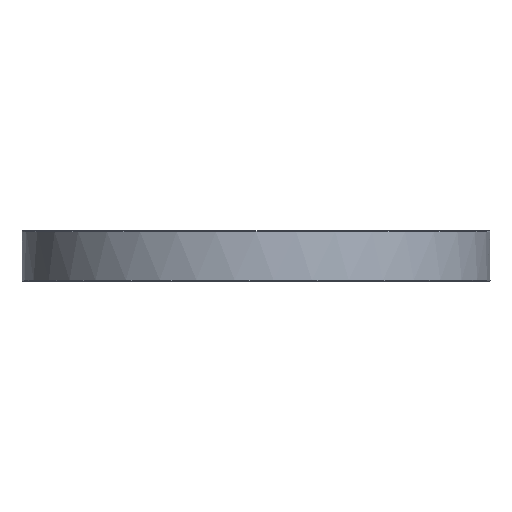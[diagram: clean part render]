
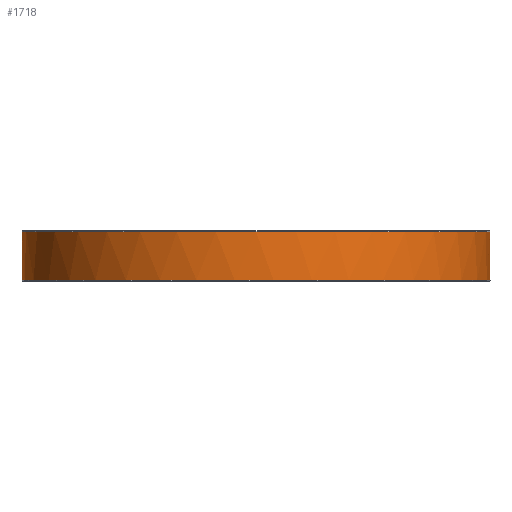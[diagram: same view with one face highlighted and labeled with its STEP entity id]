
A CAD part, front view. The second image highlights one B-rep face of the part: STEP entity #1718.
In plain terms, the highlighted cylindrical face has radius 101.5 mm (diameter 203 mm), a full revolution.
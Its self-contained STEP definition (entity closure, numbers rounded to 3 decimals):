
#511=CARTESIAN_POINT('',(101.486,-1.658,21.5));
#512=VERTEX_POINT('',#511);
#528=CARTESIAN_POINT('',(101.486,1.658,21.5));
#529=VERTEX_POINT('',#528);
#530=CARTESIAN_POINT('',(101.486,1.658,21.5));
#531=CARTESIAN_POINT('',(101.491,1.397,21.327));
#532=CARTESIAN_POINT('',(101.494,1.103,21.192));
#533=CARTESIAN_POINT('',(101.497,0.799,21.108));
#534=CARTESIAN_POINT('',(101.498,0.592,21.051));
#535=CARTESIAN_POINT('',(101.499,0.38,21.017));
#536=CARTESIAN_POINT('',(101.5,0.173,21.005));
#537=CARTESIAN_POINT('',(101.5,-0.003,20.995));
#538=CARTESIAN_POINT('',(101.5,-0.175,21.));
#539=CARTESIAN_POINT('',(101.499,-0.353,21.021));
#540=CARTESIAN_POINT('',(101.498,-0.747,21.068));
#541=CARTESIAN_POINT('',(101.494,-1.148,21.199));
#542=CARTESIAN_POINT('',(101.489,-1.499,21.401));
#543=CARTESIAN_POINT('',(101.488,-1.553,21.433));
#544=CARTESIAN_POINT('',(101.487,-1.606,21.466));
#545=CARTESIAN_POINT('',(101.486,-1.658,21.5));
#546=B_SPLINE_CURVE_WITH_KNOTS('',3,(#530,#531,#532,#533,#534,#535,#536,#537,#538,#539,#540,#541,#542,#543,#544,#545),.UNSPECIFIED.,.F.,.U.,(4,3,3,3,3,4),(1.188,1.278,1.339,1.391,1.506,1.524),.UNSPECIFIED.);
#547=EDGE_CURVE('',#529,#512,#546,.T.);
#806=CARTESIAN_POINT('',(-101.486,1.658,21.5));
#807=VERTEX_POINT('',#806);
#808=CARTESIAN_POINT('',(0.0,0.0,21.5));
#809=DIRECTION('',(0.0,0.0,1.0));
#810=DIRECTION('',(-1.0,0.0,0.0));
#811=AXIS2_PLACEMENT_3D('',#808,#809,#810);
#812=CIRCLE('',#811,101.5);
#813=EDGE_CURVE('',#529,#807,#812,.T.);
#841=CARTESIAN_POINT('',(-101.486,-1.658,21.5));
#842=VERTEX_POINT('',#841);
#843=CARTESIAN_POINT('',(-101.486,-1.658,21.5));
#844=CARTESIAN_POINT('',(-101.492,-1.323,21.278));
#845=CARTESIAN_POINT('',(-101.496,-0.932,21.12));
#846=CARTESIAN_POINT('',(-101.499,-0.538,21.049));
#847=CARTESIAN_POINT('',(-101.5,-0.363,21.017));
#848=CARTESIAN_POINT('',(-101.5,-0.188,21.001));
#849=CARTESIAN_POINT('',(-101.5,-0.018,21.));
#850=CARTESIAN_POINT('',(-101.5,0.156,20.999));
#851=CARTESIAN_POINT('',(-101.5,0.334,21.013));
#852=CARTESIAN_POINT('',(-101.499,0.513,21.044));
#853=CARTESIAN_POINT('',(-101.497,0.916,21.114));
#854=CARTESIAN_POINT('',(-101.492,1.316,21.273));
#855=CARTESIAN_POINT('',(-101.486,1.658,21.5));
#856=B_SPLINE_CURVE_WITH_KNOTS('',3,(#843,#844,#845,#846,#847,#848,#849,#850,#851,#852,#853,#854,#855),.UNSPECIFIED.,.F.,.U.,(4,3,3,3,4),(0.284,0.399,0.45,0.502,0.62),.UNSPECIFIED.);
#857=EDGE_CURVE('',#842,#807,#856,.T.);
#1683=CARTESIAN_POINT('',(101.5,0.,0.5));
#1684=VERTEX_POINT('',#1683);
#1685=CARTESIAN_POINT('',(0.0,0.0,0.5));
#1686=DIRECTION('',(0.0,0.0,-1.0));
#1687=DIRECTION('',(-1.0,0.0,0.0));
#1688=AXIS2_PLACEMENT_3D('',#1685,#1686,#1687);
#1689=CIRCLE('',#1688,101.5);
#1690=EDGE_CURVE('',#1684,#1684,#1689,.T.);
#1698=CARTESIAN_POINT('',(0.0,0.0,0.0));
#1699=DIRECTION('',(0.0,0.0,1.0));
#1700=DIRECTION('',(-1.0,0.0,0.0));
#1701=AXIS2_PLACEMENT_3D('',#1698,#1699,#1700);
#1702=CYLINDRICAL_SURFACE('',#1701,101.5);
#1703=ORIENTED_EDGE('',*,*,#547,.T.);
#1704=CARTESIAN_POINT('',(0.0,0.0,21.5));
#1705=DIRECTION('',(0.0,0.0,1.0));
#1706=DIRECTION('',(-1.0,0.0,0.0));
#1707=AXIS2_PLACEMENT_3D('',#1704,#1705,#1706);
#1708=CIRCLE('',#1707,101.5);
#1709=EDGE_CURVE('',#842,#512,#1708,.T.);
#1710=ORIENTED_EDGE('',*,*,#1709,.F.);
#1711=ORIENTED_EDGE('',*,*,#857,.T.);
#1712=ORIENTED_EDGE('',*,*,#813,.F.);
#1713=EDGE_LOOP('',(#1703,#1710,#1711,#1712));
#1714=FACE_OUTER_BOUND('',#1713,.T.);
#1715=ORIENTED_EDGE('',*,*,#1690,.F.);
#1716=EDGE_LOOP('',(#1715));
#1717=FACE_BOUND('',#1716,.T.);
#1718=ADVANCED_FACE('',(#1714,#1717),#1702,.T.);
